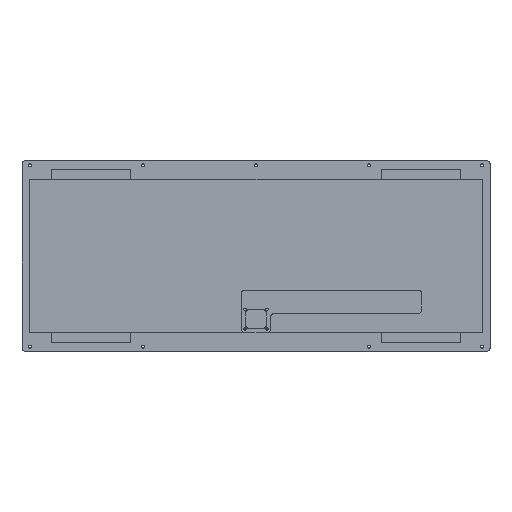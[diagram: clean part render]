
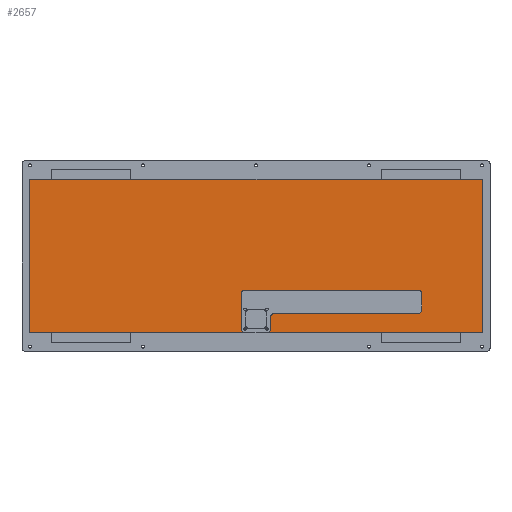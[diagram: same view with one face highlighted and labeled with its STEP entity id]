
A CAD part, top view. The second image highlights one B-rep face of the part: STEP entity #2657.
In plain terms, the highlighted planar face has unit normal (0, 0, 1).
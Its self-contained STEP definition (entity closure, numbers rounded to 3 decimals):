
#90=CIRCLE('',#2716,2.25);
#93=CIRCLE('',#2721,2.25);
#95=CIRCLE('',#2725,2.25);
#193=CIRCLE('',#2923,2.25);
#194=CIRCLE('',#2926,2.25);
#195=CIRCLE('',#2929,2.25);
#200=CIRCLE('',#2958,0.5);
#201=CIRCLE('',#2959,0.5);
#202=CIRCLE('',#2960,0.5);
#203=CIRCLE('',#2961,0.5);
#406=FACE_OUTER_BOUND('',#594,.T.);
#594=EDGE_LOOP('',(#2247,#2248,#2249,#2250,#2251,#2252,#2253,#2254,#2255,
#2256,#2257,#2258,#2259,#2260,#2261,#2262,#2263,#2264,#2265,#2266));
#660=LINE('',#3892,#889);
#664=LINE('',#3904,#893);
#668=LINE('',#3916,#897);
#776=LINE('',#4488,#1005);
#779=LINE('',#4496,#1008);
#794=LINE('',#4550,#1023);
#795=LINE('',#4554,#1024);
#796=LINE('',#4558,#1025);
#797=LINE('',#4562,#1026);
#798=LINE('',#4565,#1027);
#889=VECTOR('',#3059,10.);
#893=VECTOR('',#3071,10.);
#897=VECTOR('',#3083,10.);
#1005=VECTOR('',#3587,10.);
#1008=VECTOR('',#3596,10.);
#1023=VECTOR('',#3671,10.);
#1024=VECTOR('',#3674,10.);
#1025=VECTOR('',#3677,10.);
#1026=VECTOR('',#3680,10.);
#1027=VECTOR('',#3683,10.);
#1115=VERTEX_POINT('',#3880);
#1116=VERTEX_POINT('',#3882);
#1119=VERTEX_POINT('',#3890);
#1121=VERTEX_POINT('',#3896);
#1123=VERTEX_POINT('',#3902);
#1125=VERTEX_POINT('',#3908);
#1127=VERTEX_POINT('',#3914);
#1269=VERTEX_POINT('',#4481);
#1270=VERTEX_POINT('',#4483);
#1271=VERTEX_POINT('',#4487);
#1272=VERTEX_POINT('',#4491);
#1273=VERTEX_POINT('',#4495);
#1282=VERTEX_POINT('',#4549);
#1283=VERTEX_POINT('',#4551);
#1284=VERTEX_POINT('',#4553);
#1285=VERTEX_POINT('',#4555);
#1286=VERTEX_POINT('',#4557);
#1287=VERTEX_POINT('',#4559);
#1288=VERTEX_POINT('',#4561);
#1289=VERTEX_POINT('',#4563);
#1361=EDGE_CURVE('',#1116,#1115,#90,.T.);
#1366=EDGE_CURVE('',#1115,#1119,#660,.T.);
#1369=EDGE_CURVE('',#1119,#1121,#93,.T.);
#1372=EDGE_CURVE('',#1121,#1123,#664,.T.);
#1375=EDGE_CURVE('',#1123,#1125,#95,.T.);
#1378=EDGE_CURVE('',#1125,#1127,#668,.T.);
#1599=EDGE_CURVE('',#1270,#1269,#193,.T.);
#1601=EDGE_CURVE('',#1271,#1270,#776,.T.);
#1603=EDGE_CURVE('',#1272,#1271,#194,.T.);
#1605=EDGE_CURVE('',#1273,#1272,#779,.T.);
#1607=EDGE_CURVE('',#1127,#1273,#195,.T.);
#1625=EDGE_CURVE('',#1282,#1269,#794,.T.);
#1626=EDGE_CURVE('',#1283,#1282,#200,.T.);
#1627=EDGE_CURVE('',#1284,#1283,#795,.T.);
#1628=EDGE_CURVE('',#1285,#1284,#201,.T.);
#1629=EDGE_CURVE('',#1286,#1285,#796,.T.);
#1630=EDGE_CURVE('',#1287,#1286,#202,.T.);
#1631=EDGE_CURVE('',#1288,#1287,#797,.T.);
#1632=EDGE_CURVE('',#1289,#1288,#203,.T.);
#1633=EDGE_CURVE('',#1116,#1289,#798,.T.);
#2247=ORIENTED_EDGE('',*,*,#1599,.T.);
#2248=ORIENTED_EDGE('',*,*,#1625,.F.);
#2249=ORIENTED_EDGE('',*,*,#1626,.F.);
#2250=ORIENTED_EDGE('',*,*,#1627,.F.);
#2251=ORIENTED_EDGE('',*,*,#1628,.F.);
#2252=ORIENTED_EDGE('',*,*,#1629,.F.);
#2253=ORIENTED_EDGE('',*,*,#1630,.F.);
#2254=ORIENTED_EDGE('',*,*,#1631,.F.);
#2255=ORIENTED_EDGE('',*,*,#1632,.F.);
#2256=ORIENTED_EDGE('',*,*,#1633,.F.);
#2257=ORIENTED_EDGE('',*,*,#1361,.T.);
#2258=ORIENTED_EDGE('',*,*,#1366,.T.);
#2259=ORIENTED_EDGE('',*,*,#1369,.T.);
#2260=ORIENTED_EDGE('',*,*,#1372,.T.);
#2261=ORIENTED_EDGE('',*,*,#1375,.T.);
#2262=ORIENTED_EDGE('',*,*,#1378,.T.);
#2263=ORIENTED_EDGE('',*,*,#1607,.T.);
#2264=ORIENTED_EDGE('',*,*,#1605,.T.);
#2265=ORIENTED_EDGE('',*,*,#1603,.T.);
#2266=ORIENTED_EDGE('',*,*,#1601,.T.);
#2507=PLANE('',#2957);
#2657=ADVANCED_FACE('',(#406),#2507,.T.);
#2716=AXIS2_PLACEMENT_3D('',#3883,#3050,#3051);
#2721=AXIS2_PLACEMENT_3D('',#3898,#3065,#3066);
#2725=AXIS2_PLACEMENT_3D('',#3910,#3077,#3078);
#2923=AXIS2_PLACEMENT_3D('',#4484,#3582,#3583);
#2926=AXIS2_PLACEMENT_3D('',#4492,#3591,#3592);
#2929=AXIS2_PLACEMENT_3D('',#4499,#3600,#3601);
#2957=AXIS2_PLACEMENT_3D('',#4548,#3669,#3670);
#2958=AXIS2_PLACEMENT_3D('',#4552,#3672,#3673);
#2959=AXIS2_PLACEMENT_3D('',#4556,#3675,#3676);
#2960=AXIS2_PLACEMENT_3D('',#4560,#3678,#3679);
#2961=AXIS2_PLACEMENT_3D('',#4564,#3681,#3682);
#3050=DIRECTION('center_axis',(0.,0.,-1.));
#3051=DIRECTION('ref_axis',(-1.,0.,0.));
#3059=DIRECTION('',(0.,1.,0.));
#3065=DIRECTION('center_axis',(0.,0.,-1.));
#3066=DIRECTION('ref_axis',(0.,1.,0.));
#3071=DIRECTION('',(1.,0.,0.));
#3077=DIRECTION('center_axis',(0.,0.,-1.));
#3078=DIRECTION('ref_axis',(1.,0.,0.));
#3083=DIRECTION('',(0.,-1.,0.));
#3582=DIRECTION('center_axis',(0.,0.,-1.));
#3583=DIRECTION('ref_axis',(0.,-1.,0.));
#3587=DIRECTION('',(0.,-1.,0.));
#3591=DIRECTION('center_axis',(0.,0.,1.));
#3592=DIRECTION('ref_axis',(0.,1.,0.));
#3596=DIRECTION('',(-1.,0.,0.));
#3600=DIRECTION('center_axis',(0.,0.,-1.));
#3601=DIRECTION('ref_axis',(0.,-1.,0.));
#3669=DIRECTION('center_axis',(0.,0.,1.));
#3670=DIRECTION('ref_axis',(0.,-1.,0.));
#3671=DIRECTION('',(-1.,0.,0.));
#3672=DIRECTION('center_axis',(0.,0.,-1.));
#3673=DIRECTION('ref_axis',(0.,-1.,0.));
#3674=DIRECTION('',(0.,-1.,0.));
#3675=DIRECTION('center_axis',(0.,0.,-1.));
#3676=DIRECTION('ref_axis',(1.,0.,0.));
#3677=DIRECTION('',(1.,0.,0.));
#3678=DIRECTION('center_axis',(0.,0.,-1.));
#3679=DIRECTION('ref_axis',(0.,1.,0.));
#3680=DIRECTION('',(0.,1.,0.));
#3681=DIRECTION('center_axis',(0.,0.,-1.));
#3682=DIRECTION('ref_axis',(-1.,0.,0.));
#3683=DIRECTION('',(-1.,0.,0.));
#3880=CARTESIAN_POINT('',(-9.25,-46.45,0.));
#3882=CARTESIAN_POINT('',(-7.,-48.7,0.));
#3883=CARTESIAN_POINT('Origin',(-7.,-46.45,0.));
#3890=CARTESIAN_POINT('',(-9.25,-23.95,0.));
#3892=CARTESIAN_POINT('',(-9.25,7.125,0.));
#3896=CARTESIAN_POINT('',(-7.,-21.7,0.));
#3898=CARTESIAN_POINT('Origin',(-7.,-23.95,0.));
#3902=CARTESIAN_POINT('',(103.1,-21.7,0.));
#3904=CARTESIAN_POINT('',(-3.5,-21.7,0.));
#3908=CARTESIAN_POINT('',(105.35,-23.95,0.));
#3910=CARTESIAN_POINT('Origin',(103.1,-23.95,0.));
#3914=CARTESIAN_POINT('',(105.35,-34.45,0.));
#3916=CARTESIAN_POINT('',(105.35,18.375,0.));
#4481=CARTESIAN_POINT('',(7.,-48.7,0.));
#4483=CARTESIAN_POINT('',(9.25,-46.45,0.));
#4484=CARTESIAN_POINT('Origin',(7.,-46.45,0.));
#4487=CARTESIAN_POINT('',(9.25,-38.95,0.));
#4488=CARTESIAN_POINT('',(9.25,10.875,0.));
#4491=CARTESIAN_POINT('',(11.5,-36.7,0.));
#4492=CARTESIAN_POINT('Origin',(11.5,-38.95,0.));
#4495=CARTESIAN_POINT('',(103.1,-36.7,0.));
#4496=CARTESIAN_POINT('',(51.55,-36.7,0.));
#4499=CARTESIAN_POINT('Origin',(103.1,-34.45,0.));
#4548=CARTESIAN_POINT('Origin',(0.,60.7,0.));
#4549=CARTESIAN_POINT('',(143.45,-48.7,0.));
#4550=CARTESIAN_POINT('',(-143.45,-48.7,0.));
#4551=CARTESIAN_POINT('',(143.95,-48.2,0.));
#4552=CARTESIAN_POINT('Origin',(143.45,-48.2,0.));
#4553=CARTESIAN_POINT('',(143.95,48.2,0.));
#4554=CARTESIAN_POINT('',(143.95,-48.2,0.));
#4555=CARTESIAN_POINT('',(143.45,48.7,0.));
#4556=CARTESIAN_POINT('Origin',(143.45,48.2,0.));
#4557=CARTESIAN_POINT('',(-143.45,48.7,0.));
#4558=CARTESIAN_POINT('',(143.45,48.7,0.));
#4559=CARTESIAN_POINT('',(-143.95,48.2,0.));
#4560=CARTESIAN_POINT('Origin',(-143.45,48.2,0.));
#4561=CARTESIAN_POINT('',(-143.95,-48.2,0.));
#4562=CARTESIAN_POINT('',(-143.95,48.2,0.));
#4563=CARTESIAN_POINT('',(-143.45,-48.7,0.));
#4564=CARTESIAN_POINT('Origin',(-143.45,-48.2,0.));
#4565=CARTESIAN_POINT('',(-143.45,-48.7,0.));
